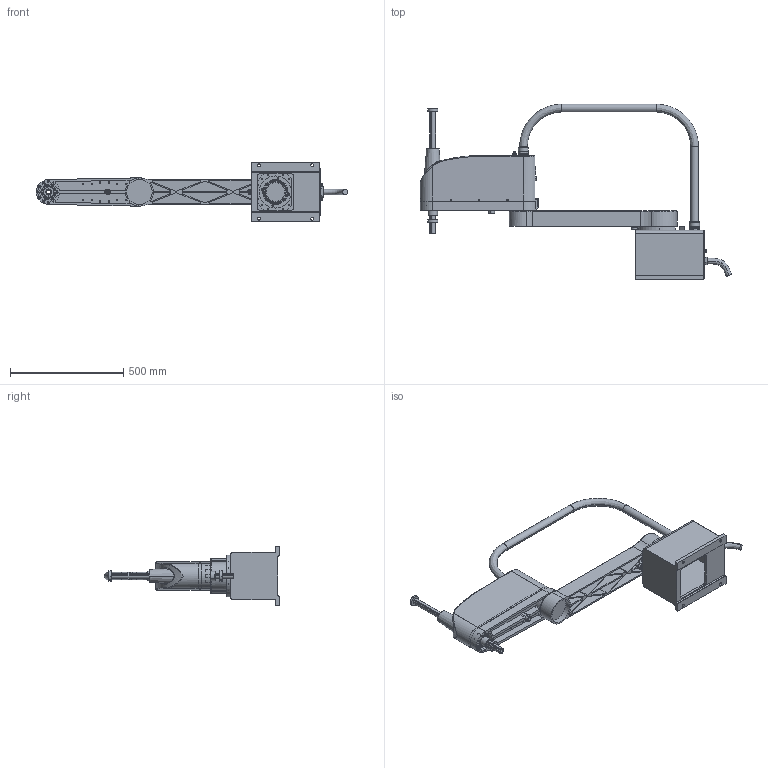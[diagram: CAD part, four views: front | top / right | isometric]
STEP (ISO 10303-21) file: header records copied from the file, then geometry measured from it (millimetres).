
FILE_DESCRIPTION (( 'STEP AP214' ), '1' );
FILE_NAME ('AR101030-E-00.STEP', '2018-04-12T02:22:33', ( 'admin' ), ( '' ), 'SwSTEP 2.0', 'SolidWorks 2014', '' );
FILE_SCHEMA (( 'AUTOMOTIVE_DESIGN' ));
Length unit declared in the file: millimetre
Products named in the file (4): AR101030-E-00; AR101030-E-03; AR101030-E-02; AR101030-E-01
Assembly tree (3 placements, depth 2):
  AR101030-E-00
    AR101030-E-01
    AR101030-E-02
    AR101030-E-03
Bounding box: 1373.63 x 774.75 x 260 mm (x, y, z)
Surface area: 2123384.7 mm2 (no closed solid volume)
Topology: 0 solids, 55 shells, 1210 faces, 3664 edges, 2516 vertices
Faces by surface type: cylinder 712, plane 397, cone 58, bspline 23, torus 20
Entity records: 59075 total; most frequent: CARTESIAN_POINT 11353, DIRECTION 7824, ORIENTED_EDGE 6195, EDGE_CURVE 3662, AXIS2_PLACEMENT_3D 3021, VERTEX_POINT 2516, CIRCLE 1828, LINE 1782
